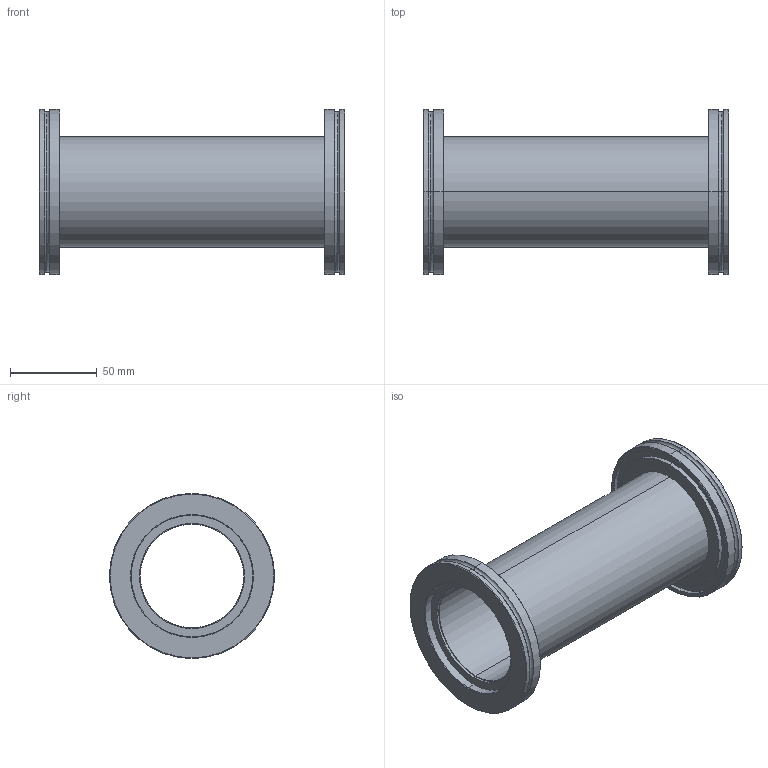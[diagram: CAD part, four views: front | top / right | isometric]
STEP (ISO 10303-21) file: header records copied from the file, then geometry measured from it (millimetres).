
FILE_DESCRIPTION (( 'STEP AP214' ), '1' );
FILE_NAME ('Hositrad_ISO63-64NF.STEP', '2012-10-29T14:43:31', ( '' ), ( '' ), 'SwSTEP 2.0', 'SolidWorks 2012', '' );
FILE_SCHEMA (( 'AUTOMOTIVE_DESIGN' ));
Length unit declared in the file: millimetre
Products named in the file (3): Hositrad_ISO63-64NF; TubeFullNipple-All_Tube64; ISO63.5
Assembly tree (3 placements, depth 2):
  Hositrad_ISO63-64NF
    TubeFullNipple-All_Tube64
    ISO63.5  x2
Bounding box: 176 x 95 x 95 mm (x, y, z)
Volume: 142572.6 mm3; surface area: 96017.8 mm2
Topology: 3 solids, 3 shells, 66 faces, 132 edges, 80 vertices
Faces by surface type: cylinder 32, plane 14, cone 12, torus 8
Entity records: 1074 total; most frequent: DIRECTION 204, CARTESIAN_POINT 158, ORIENTED_EDGE 144, AXIS2_PLACEMENT_3D 90, EDGE_CURVE 72, CIRCLE 48, EDGE_LOOP 44, VERTEX_POINT 44
